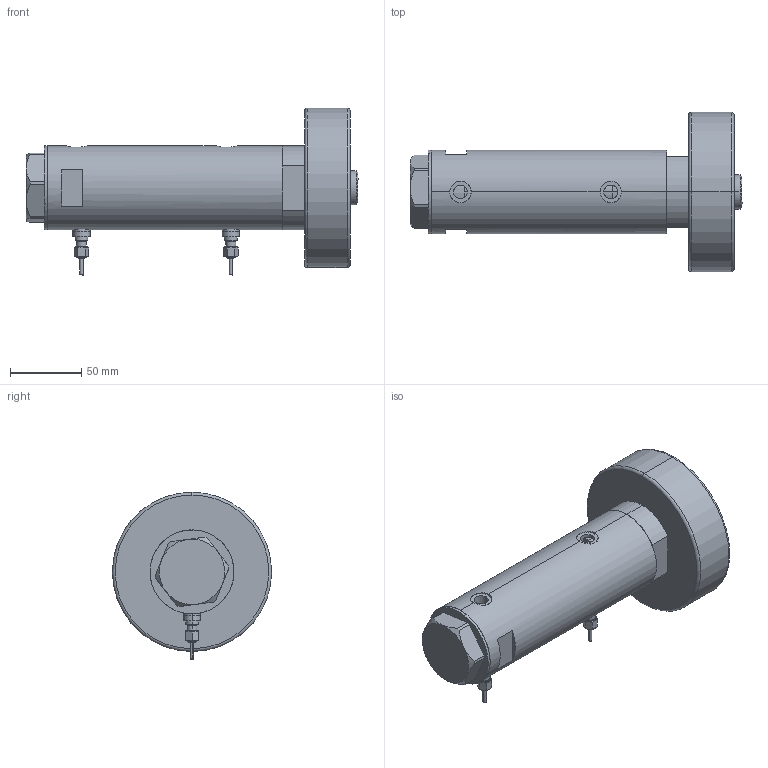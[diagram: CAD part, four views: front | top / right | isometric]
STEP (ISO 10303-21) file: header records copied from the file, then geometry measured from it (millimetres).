
FILE_DESCRIPTION (( 'STEP AP203' ), '1' );
FILE_NAME ('cc2b.STEP', '2022-04-15T03:48:41', ( '' ), ( '' ), 'SwSTEP 2.0', 'SolidWorks 2019', '' );
FILE_SCHEMA (( 'CONFIG_CONTROL_DESIGN' ));
Length unit declared in the file: millimetre
Products named in the file (7): V270CG_271C 4c8ee4ea41c375e5392d26a9a905ba20; cc2b; V270CG_SWITCH 4c8ee4ea41c375e5392d26a9a905ba20; V270CG_VC 4c8ee4ea41c375e5392d26a9a905ba20; V270CG_BACK 4c8ee4ea41c375e5392d26a9a905ba20; V270CG_FRONT 4c8ee4ea41c375e5392d26a9a905ba20; V270CG_MIDDLE 4c8ee4ea41c375e5392d26a9a905ba20
Assembly tree (7 placements, depth 2):
  cc2b
    V270CG_MIDDLE 4c8ee4ea41c375e5392d26a9a905ba20
    V270CG_BACK 4c8ee4ea41c375e5392d26a9a905ba20
    V270CG_FRONT 4c8ee4ea41c375e5392d26a9a905ba20
    V270CG_VC 4c8ee4ea41c375e5392d26a9a905ba20
    V270CG_271C 4c8ee4ea41c375e5392d26a9a905ba20
    V270CG_SWITCH 4c8ee4ea41c375e5392d26a9a905ba20  x2
Bounding box: 233.42 x 112 x 117.8 mm (x, y, z)
Volume: 785245.8 mm3; surface area: 141791.4 mm2
Topology: 7 solids, 7 shells, 242 faces, 529 edges, 319 vertices
Faces by surface type: plane 83, cylinder 81, cone 48, torus 28, bspline 2
Entity records: 6847 total; most frequent: CARTESIAN_POINT 1849, DIRECTION 947, ORIENTED_EDGE 838, EDGE_CURVE 419, AXIS2_PLACEMENT_3D 398, VERTEX_POINT 255, EDGE_LOOP 216, CIRCLE 200
